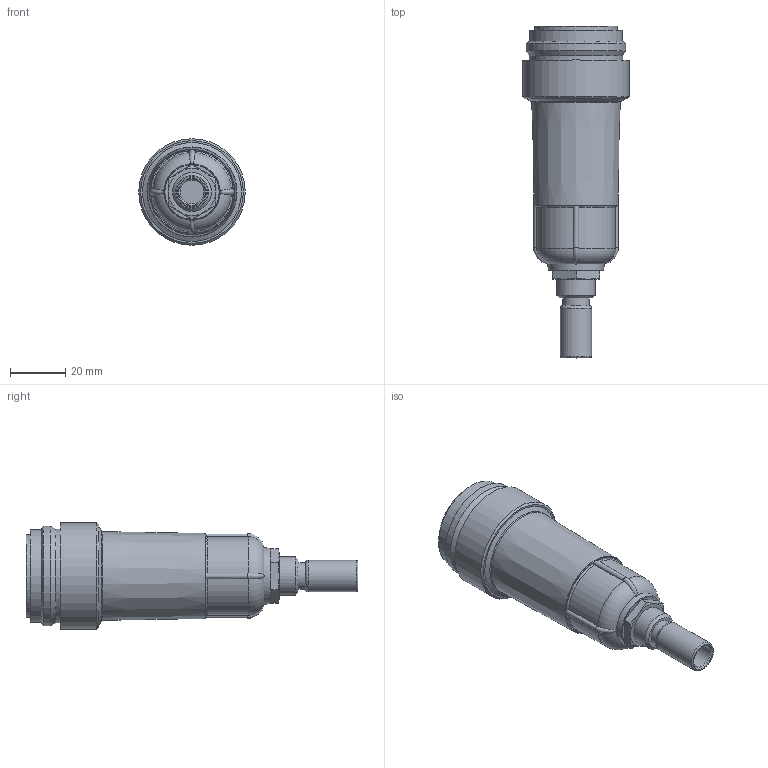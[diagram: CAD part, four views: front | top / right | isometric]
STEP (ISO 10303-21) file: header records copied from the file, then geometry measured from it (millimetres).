
FILE_DESCRIPTION(/* description */ ('STEP AP214'),/* implementation_level */ '2;1');
FILE_NAME(/* name */ '031836',/* time_stamp */ '2026-03-18T12:21:53+01:00',/* author */ ('License CC BY-ND 4.0'),/* organization */ ('CADENAS'),/* preprocessor_version */ 'ST-DEVELOPER v20',/* originating_system */ 'PARTsolutions',/* authorisation */ ' ');
FILE_SCHEMA (('AUTOMOTIVE_DESIGN {1 0 10303 214 3 1 1}'));
Length unit declared in the file: millimetre
Products named in the file (3): 031836; 031836_G; 031836_A
Assembly tree (2 placements, depth 2):
  031836
    031836_G
    031836_A
Bounding box: 38.5 x 120 x 38.5 mm (x, y, z)
Volume: 74652.7 mm3; surface area: 12912.7 mm2
Topology: 2 solids, 2 shells, 68 faces, 155 edges, 97 vertices
Faces by surface type: plane 20, cylinder 17, torus 17, cone 14
Full cylindrical faces by diameter (mm): 8.566 x1, 9.728 x1, 11.3 x1, 14 x1, 30 x1, 33.5 x1, 33.8 x1, 36 x1, 38.5 x1
Entity records: 1936 total; most frequent: CARTESIAN_POINT 467, DIRECTION 294, ORIENTED_EDGE 260, AXIS2_PLACEMENT_3D 137, EDGE_CURVE 130, EDGE_LOOP 96, FACE_BOUND 96, VERTEX_POINT 94
